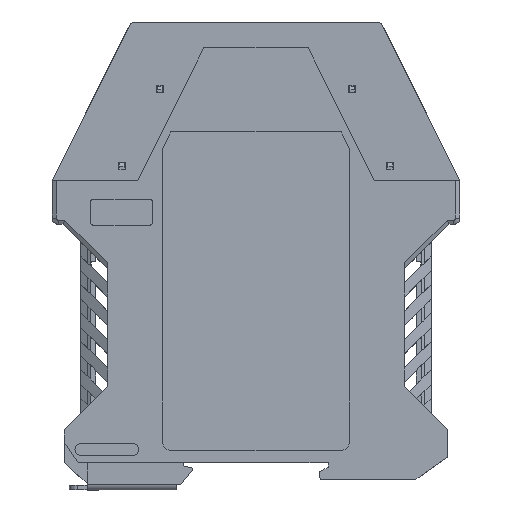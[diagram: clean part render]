
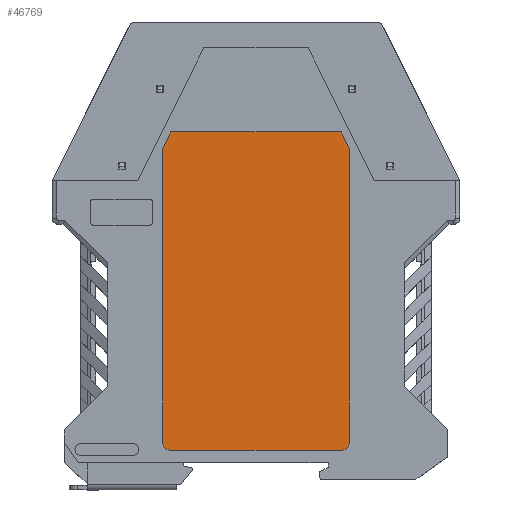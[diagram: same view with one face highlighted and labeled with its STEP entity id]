
A CAD part, top view. The second image highlights one B-rep face of the part: STEP entity #46769.
In plain terms, the highlighted planar face has unit normal (0, 0, 1).
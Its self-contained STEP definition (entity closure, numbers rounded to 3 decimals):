
#185 = DIRECTION ( 'NONE',  ( 0., 0., 1. ) ) ;
#1375 = CARTESIAN_POINT ( 'NONE',  ( 51.91, 90.879, 105.302 ) ) ;
#1575 = DIRECTION ( 'NONE',  ( -1., 0., 0. ) ) ;
#1923 = ORIENTED_EDGE ( 'NONE', *, *, #30033, .T. ) ;
#2707 = CARTESIAN_POINT ( 'NONE',  ( 8.61, 86.879, 105.302 ) ) ;
#3564 = DIRECTION ( 'NONE',  ( 0., 1., 0. ) ) ;
#4550 = ORIENTED_EDGE ( 'NONE', *, *, #42627, .T. ) ;
#5983 = LINE ( 'NONE', #23092, #53579 ) ;
#7268 = VERTEX_POINT ( 'NONE', #20363 ) ;
#10246 = AXIS2_PLACEMENT_3D ( 'NONE', #40143, #11680, #44922 ) ;
#11680 = DIRECTION ( 'NONE',  ( 0., 0., 1. ) ) ;
#12671 = VERTEX_POINT ( 'NONE', #17528 ) ;
#13312 = DIRECTION ( 'NONE',  ( 0., 0., 1. ) ) ;
#13949 = ORIENTED_EDGE ( 'NONE', *, *, #19999, .T. ) ;
#15351 = CARTESIAN_POINT ( 'NONE',  ( 10.61, 13.579, 105.302 ) ) ;
#16445 = CARTESIAN_POINT ( 'NONE',  ( 53.91, 86.879, 105.302 ) ) ;
#17005 = EDGE_CURVE ( 'NONE', #38713, #12671, #5983, .T. ) ;
#17528 = CARTESIAN_POINT ( 'NONE',  ( 51.91, 13.579, 105.302 ) ) ;
#18637 = EDGE_CURVE ( 'NONE', #38168, #36524, #61558, .T. ) ;
#19081 = PLANE ( 'NONE',  #24976 ) ;
#19143 = ORIENTED_EDGE ( 'NONE', *, *, #21152, .T. ) ;
#19680 = CARTESIAN_POINT ( 'NONE',  ( 53.91, 86.879, 105.302 ) ) ;
#19999 = EDGE_CURVE ( 'NONE', #7268, #50046, #43581, .T. ) ;
#20363 = CARTESIAN_POINT ( 'NONE',  ( 10.61, 90.879, 105.302 ) ) ;
#20401 = LINE ( 'NONE', #2707, #31615 ) ;
#21152 = EDGE_CURVE ( 'NONE', #52020, #38713, #27808, .T. ) ;
#23092 = CARTESIAN_POINT ( 'NONE',  ( 10.61, 13.579, 105.302 ) ) ;
#23478 = VECTOR ( 'NONE', #48234, 1000. ) ;
#23533 = VECTOR ( 'NONE', #3564, 1000. ) ;
#24976 = AXIS2_PLACEMENT_3D ( 'NONE', #61789, #185, #33497 ) ;
#27808 = CIRCLE ( 'NONE', #33168, 2. ) ;
#28544 = VECTOR ( 'NONE', #1575, 1000. ) ;
#29402 = VECTOR ( 'NONE', #41105, 1000. ) ;
#30033 = EDGE_CURVE ( 'NONE', #12671, #38168, #52057, .T. ) ;
#30422 = FACE_OUTER_BOUND ( 'NONE', #43025, .T. ) ;
#31615 = VECTOR ( 'NONE', #54920, 1000. ) ;
#33168 = AXIS2_PLACEMENT_3D ( 'NONE', #41805, #13312, #46595 ) ;
#33497 = DIRECTION ( 'NONE',  ( 1., 0., 0. ) ) ;
#34649 = LINE ( 'NONE', #19680, #23478 ) ;
#36524 = VERTEX_POINT ( 'NONE', #16445 ) ;
#36527 = CARTESIAN_POINT ( 'NONE',  ( 10.61, 90.879, 105.302 ) ) ;
#38168 = VERTEX_POINT ( 'NONE', #48945 ) ;
#38713 = VERTEX_POINT ( 'NONE', #15351 ) ;
#38802 = CARTESIAN_POINT ( 'NONE',  ( 8.61, 86.879, 105.302 ) ) ;
#38970 = CARTESIAN_POINT ( 'NONE',  ( 8.61, 15.579, 105.302 ) ) ;
#40143 = CARTESIAN_POINT ( 'NONE',  ( 51.91, 15.579, 105.302 ) ) ;
#41105 = DIRECTION ( 'NONE',  ( -0.447, -0.894, 0. ) ) ;
#41805 = CARTESIAN_POINT ( 'NONE',  ( 10.61, 15.579, 105.302 ) ) ;
#42182 = EDGE_CURVE ( 'NONE', #50046, #52020, #20401, .T. ) ;
#42627 = EDGE_CURVE ( 'NONE', #58521, #7268, #52393, .T. ) ;
#42896 = CARTESIAN_POINT ( 'NONE',  ( 51.91, 90.879, 105.302 ) ) ;
#43025 = EDGE_LOOP ( 'NONE', ( #49644, #4550, #13949, #45258, #19143, #48211, #1923, #47571 ) ) ;
#43581 = LINE ( 'NONE', #36527, #29402 ) ;
#44922 = DIRECTION ( 'NONE',  ( 1., 0., 0. ) ) ;
#45258 = ORIENTED_EDGE ( 'NONE', *, *, #42182, .T. ) ;
#46595 = DIRECTION ( 'NONE',  ( 1., 0., 0. ) ) ;
#46769 = ADVANCED_FACE ( 'NONE', ( #30422 ), #19081, .T. ) ;
#47571 = ORIENTED_EDGE ( 'NONE', *, *, #18637, .T. ) ;
#48211 = ORIENTED_EDGE ( 'NONE', *, *, #17005, .T. ) ;
#48234 = DIRECTION ( 'NONE',  ( -0.447, 0.894, 0. ) ) ;
#48945 = CARTESIAN_POINT ( 'NONE',  ( 53.91, 15.579, 105.302 ) ) ;
#49644 = ORIENTED_EDGE ( 'NONE', *, *, #55943, .T. ) ;
#50046 = VERTEX_POINT ( 'NONE', #38802 ) ;
#52020 = VERTEX_POINT ( 'NONE', #38970 ) ;
#52057 = CIRCLE ( 'NONE', #10246, 2. ) ;
#52393 = LINE ( 'NONE', #1375, #28544 ) ;
#53579 = VECTOR ( 'NONE', #56441, 1000. ) ;
#54920 = DIRECTION ( 'NONE',  ( 0., -1., 0. ) ) ;
#55943 = EDGE_CURVE ( 'NONE', #36524, #58521, #34649, .T. ) ;
#56441 = DIRECTION ( 'NONE',  ( 1., 0., 0. ) ) ;
#58521 = VERTEX_POINT ( 'NONE', #42896 ) ;
#60564 = CARTESIAN_POINT ( 'NONE',  ( 53.91, 15.579, 105.302 ) ) ;
#61558 = LINE ( 'NONE', #60564, #23533 ) ;
#61789 = CARTESIAN_POINT ( 'NONE',  ( 37.726, 86.533, 105.302 ) ) ;
